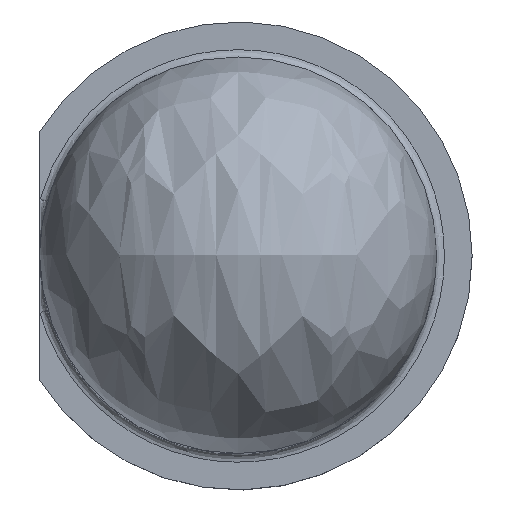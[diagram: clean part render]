
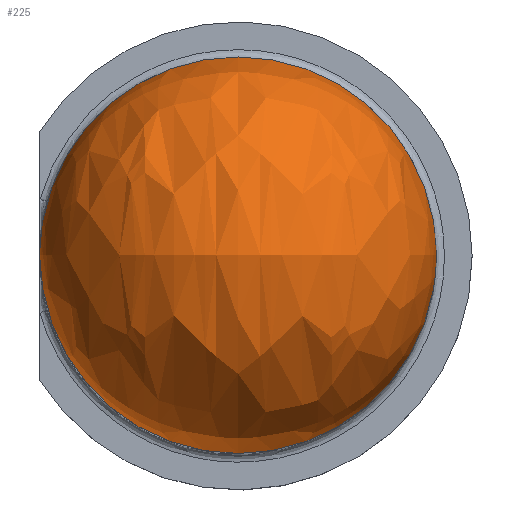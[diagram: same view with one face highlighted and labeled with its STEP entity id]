
A CAD part, top view. The second image highlights one B-rep face of the part: STEP entity #225.
In plain terms, the highlighted free-form (B-spline) face has degree [3, 3] with [4, 4] control points.
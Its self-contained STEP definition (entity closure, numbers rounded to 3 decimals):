
#26 = CARTESIAN_POINT ( 'NONE',  ( 2.5, -5., 5.1 ) ) ;
#33 = AXIS2_PLACEMENT_3D ( 'NONE', #775, #338, #565 ) ;
#40 = CARTESIAN_POINT ( 'NONE',  ( -2.5, 5., 5.1 ) ) ;
#46 = CARTESIAN_POINT ( 'NONE',  ( 2.5, 0., 5.1 ) ) ;
#62 = ORIENTED_EDGE ( 'NONE', *, *, #936, .F. ) ;
#76 = CARTESIAN_POINT ( 'NONE',  ( -2.5, 0., 5.1 ) ) ;
#110 = CARTESIAN_POINT ( 'NONE',  ( 2.5, 5., 5.1 ) ) ;
#117 = CARTESIAN_POINT ( 'NONE',  ( -2.5, -5., 5.1 ) ) ;
#130 = EDGE_CURVE ( 'NONE', #951, #293, #174, .T. ) ;
#136 = CARTESIAN_POINT ( 'NONE',  ( 2.5, 5., 15.1 ) ) ;
#154 =( BOUNDED_SURFACE ( )  B_SPLINE_SURFACE ( 3, 3, ( 
 ( #891, #257, #189, #46 ),
 ( #110, #136, #491, #26 ),
 ( #40, #795, #268, #117 ),
 ( #582, #350, #433, #648 ) ),
 .UNSPECIFIED., .F., .F., .T. ) 
 B_SPLINE_SURFACE_WITH_KNOTS ( ( 4, 4 ),
 ( 4, 4 ),
 ( 0., 1. ),
 ( 0., 1. ),
 .UNSPECIFIED. ) 
 GEOMETRIC_REPRESENTATION_ITEM ( )  RATIONAL_B_SPLINE_SURFACE ( (
 ( 1., 0.333, 0.333, 1.),
 ( 0.333, 0.111, 0.111, 0.333),
 ( 0.333, 0.111, 0.111, 0.333),
 ( 1., 0.333, 0.333, 1.) ) ) 
 REPRESENTATION_ITEM ( '' )  SURFACE ( )  );
#174 = CIRCLE ( 'NONE', #33, 2.5 ) ;
#189 = CARTESIAN_POINT ( 'NONE',  ( 2.5, 0., 5.1 ) ) ;
#208 = ORIENTED_EDGE ( 'NONE', *, *, #130, .F. ) ;
#225 = ADVANCED_FACE ( 'NONE', ( #789 ), #154, .T. ) ;
#257 = CARTESIAN_POINT ( 'NONE',  ( 2.5, 0., 5.1 ) ) ;
#268 = CARTESIAN_POINT ( 'NONE',  ( -2.5, -5., 15.1 ) ) ;
#293 = VERTEX_POINT ( 'NONE', #76 ) ;
#315 = CIRCLE ( 'NONE', #914, 2.5 ) ;
#322 = CARTESIAN_POINT ( 'NONE',  ( 2.5, 0., 5.1 ) ) ;
#338 = DIRECTION ( 'NONE',  ( 0., 0., -1. ) ) ;
#350 = CARTESIAN_POINT ( 'NONE',  ( -2.5, 0., 5.1 ) ) ;
#433 = CARTESIAN_POINT ( 'NONE',  ( -2.5, 0., 5.1 ) ) ;
#472 = DIRECTION ( 'NONE',  ( 0., 0., -1. ) ) ;
#491 = CARTESIAN_POINT ( 'NONE',  ( 2.5, -5., 15.1 ) ) ;
#565 = DIRECTION ( 'NONE',  ( 1., 0., 0. ) ) ;
#582 = CARTESIAN_POINT ( 'NONE',  ( -2.5, 0., 5.1 ) ) ;
#622 = CARTESIAN_POINT ( 'NONE',  ( 0., 0., 5.1 ) ) ;
#648 = CARTESIAN_POINT ( 'NONE',  ( -2.5, 0., 5.1 ) ) ;
#697 = DIRECTION ( 'NONE',  ( 1., 0., 0. ) ) ;
#775 = CARTESIAN_POINT ( 'NONE',  ( 0., 0., 5.1 ) ) ;
#789 = FACE_OUTER_BOUND ( 'NONE', #827, .T. ) ;
#795 = CARTESIAN_POINT ( 'NONE',  ( -2.5, 5., 15.1 ) ) ;
#827 = EDGE_LOOP ( 'NONE', ( #62, #208 ) ) ;
#891 = CARTESIAN_POINT ( 'NONE',  ( 2.5, 0., 5.1 ) ) ;
#914 = AXIS2_PLACEMENT_3D ( 'NONE', #622, #472, #697 ) ;
#936 = EDGE_CURVE ( 'NONE', #293, #951, #315, .T. ) ;
#951 = VERTEX_POINT ( 'NONE', #322 ) ;
